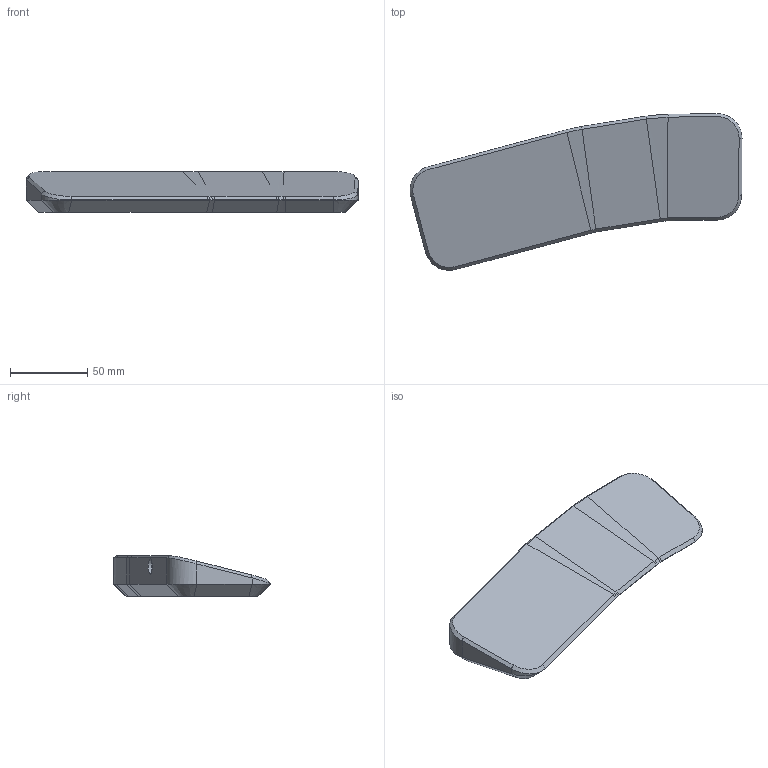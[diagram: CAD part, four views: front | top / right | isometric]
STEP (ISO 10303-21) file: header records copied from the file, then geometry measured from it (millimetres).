
FILE_DESCRIPTION(/* description */ (''),/* implementation_level */ '2;1');
FILE_NAME(/* name */ 'left_rest.step',/* time_stamp */ '2025-07-31T22:57:32+02:00',/* author */ (''),/* organization */ (''),/* preprocessor_version */ 'ST-DEVELOPER v20',/* originating_system */ 'Autodesk Translation Framework v13.20.0.188',/* authorisation */ '');
FILE_SCHEMA (('AUTOMOTIVE_DESIGN { 1 0 10303 214 3 1 1 }'));
Length unit declared in the file: millimetre
Products named in the file (1): the_multiboard
Bounding box: 215.35 x 101.61 x 26.55 mm (x, y, z)
Volume: 253314.9 mm3; surface area: 36601.7 mm2
Topology: 1 solids, 1 shells, 69 faces, 161 edges, 96 vertices
Faces by surface type: plane 30, bspline 21, cylinder 10, cone 8
Full cylindrical faces by diameter (mm): 10 x2
Entity records: 2312 total; most frequent: CARTESIAN_POINT 853, ORIENTED_EDGE 322, DIRECTION 228, EDGE_CURVE 161, VERTEX_POINT 96, LINE 90, VECTOR 90, EDGE_LOOP 71
